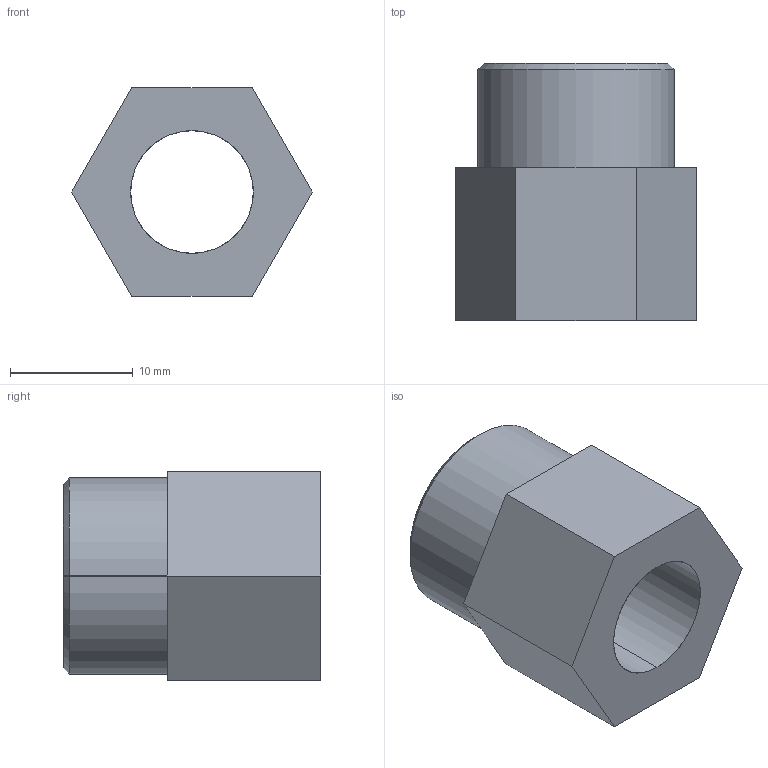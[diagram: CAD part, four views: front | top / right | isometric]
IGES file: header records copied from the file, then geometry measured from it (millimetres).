
Start section: SolidWorks IGES file using analytic representation for surfaces
Global section: file name: M16x1 Simple - Male.IGS; native system: SolidWorks 2020; preprocessor: SolidWorks 2020; author: Algo_Sol2; date: 210421.143958; units: millimetre
Bounding box: 19.63 x 21 x 17 mm (x, y, z)
Surface area: 2125.4 mm2 (no closed solid volume)
Topology: 0 solids, 0 shells, 17 faces, 200 edges, 200 vertices
Faces by surface type: bspline 9, revolution 8
